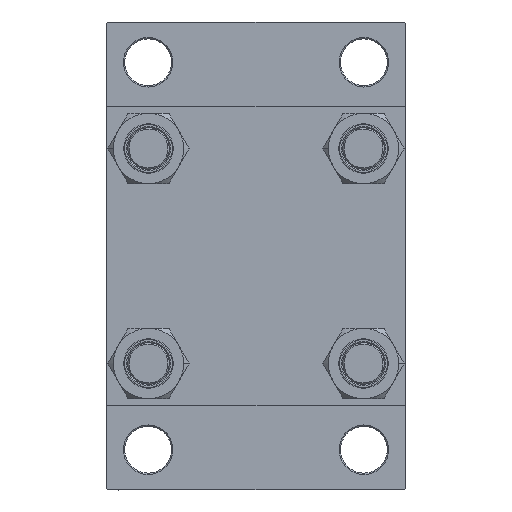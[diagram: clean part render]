
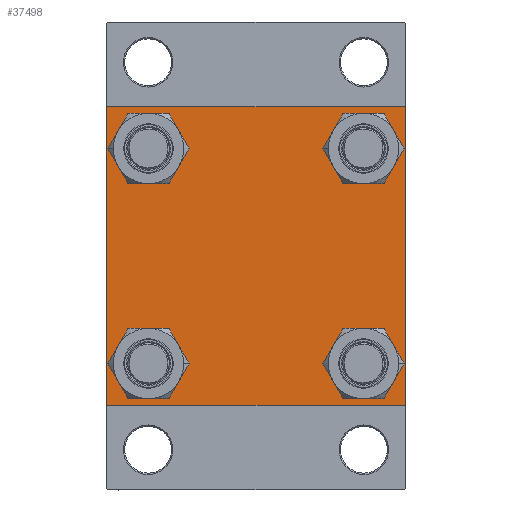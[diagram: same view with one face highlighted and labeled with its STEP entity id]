
A CAD part, left-side view. The second image highlights one B-rep face of the part: STEP entity #37498.
In plain terms, the highlighted planar face has unit normal (-1, 0, 0).
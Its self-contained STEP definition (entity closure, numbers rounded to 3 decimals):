
#190 = DIRECTION ( 'NONE',  ( 0., 0., 1. ) ) ;
#727 = VERTEX_POINT ( 'NONE', #44648 ) ;
#1092 = DIRECTION ( 'NONE',  ( 0., 0., 1. ) ) ;
#1802 = ORIENTED_EDGE ( 'NONE', *, *, #22181, .T. ) ;
#2091 = ORIENTED_EDGE ( 'NONE', *, *, #20807, .T. ) ;
#2638 = ORIENTED_EDGE ( 'NONE', *, *, #9671, .T. ) ;
#3369 = CARTESIAN_POINT ( 'NONE',  ( 0., -41.35, -41.35 ) ) ;
#3644 = EDGE_CURVE ( 'NONE', #727, #17301, #5209, .T. ) ;
#3659 = AXIS2_PLACEMENT_3D ( 'NONE', #3369, #14744, #47928 ) ;
#4265 = CARTESIAN_POINT ( 'NONE',  ( 0., 41.35, 49.85 ) ) ;
#4462 = ORIENTED_EDGE ( 'NONE', *, *, #12493, .T. ) ;
#4678 = LINE ( 'NONE', #7620, #17745 ) ;
#4750 = CARTESIAN_POINT ( 'NONE',  ( 0., -57., 57.5 ) ) ;
#5017 = ORIENTED_EDGE ( 'NONE', *, *, #21282, .T. ) ;
#5171 = LINE ( 'NONE', #46331, #13430 ) ;
#5209 = CIRCLE ( 'NONE', #3659, 8.5 ) ;
#5230 = AXIS2_PLACEMENT_3D ( 'NONE', #44748, #29499, #190 ) ;
#5237 = VERTEX_POINT ( 'NONE', #15142 ) ;
#5883 = DIRECTION ( 'NONE',  ( 1., 0., 0. ) ) ;
#6020 = VERTEX_POINT ( 'NONE', #32718 ) ;
#6152 = CARTESIAN_POINT ( 'NONE',  ( 0., -57.25, -57.25 ) ) ;
#6211 = ORIENTED_EDGE ( 'NONE', *, *, #3644, .T. ) ;
#7118 = VERTEX_POINT ( 'NONE', #36292 ) ;
#7432 = DIRECTION ( 'NONE',  ( 1., 0., 0. ) ) ;
#7508 = DIRECTION ( 'NONE',  ( 0., 0., 1. ) ) ;
#7620 = CARTESIAN_POINT ( 'NONE',  ( 0., 57.5, 57.5 ) ) ;
#7625 = CARTESIAN_POINT ( 'NONE',  ( 0., -41.35, 41.35 ) ) ;
#7731 = CARTESIAN_POINT ( 'NONE',  ( 0., 41.35, -49.85 ) ) ;
#7837 = EDGE_CURVE ( 'NONE', #26716, #17363, #33473, .T. ) ;
#7855 = DIRECTION ( 'NONE',  ( 0., 0., 1. ) ) ;
#8013 = CARTESIAN_POINT ( 'NONE',  ( 0., -41.35, 32.85 ) ) ;
#8074 = CARTESIAN_POINT ( 'NONE',  ( 0., -57., -57.5 ) ) ;
#8202 = LINE ( 'NONE', #22974, #35796 ) ;
#8600 = DIRECTION ( 'NONE',  ( 1., 0., 0. ) ) ;
#8763 = VERTEX_POINT ( 'NONE', #8074 ) ;
#9671 = EDGE_CURVE ( 'NONE', #19176, #11196, #5171, .T. ) ;
#9749 = AXIS2_PLACEMENT_3D ( 'NONE', #7625, #18290, #7855 ) ;
#10100 = CARTESIAN_POINT ( 'NONE',  ( 0., -41.35, -32.85 ) ) ;
#10575 = DIRECTION ( 'NONE',  ( 0., 0., 1. ) ) ;
#11196 = VERTEX_POINT ( 'NONE', #4750 ) ;
#11604 = EDGE_LOOP ( 'NONE', ( #4462, #11958, #31885, #30769, #26710, #2638, #35356, #36849 ) ) ;
#11832 = EDGE_CURVE ( 'NONE', #19176, #5237, #23775, .T. ) ;
#11958 = ORIENTED_EDGE ( 'NONE', *, *, #12199, .T. ) ;
#12199 = EDGE_CURVE ( 'NONE', #17929, #35214, #26508, .T. ) ;
#12493 = EDGE_CURVE ( 'NONE', #39729, #17929, #14846, .T. ) ;
#13152 = DIRECTION ( 'NONE',  ( 0., 0.707, 0.707 ) ) ;
#13390 = ORIENTED_EDGE ( 'NONE', *, *, #18776, .T. ) ;
#13430 = VECTOR ( 'NONE', #13152, 1000. ) ;
#13671 = CIRCLE ( 'NONE', #36095, 8.5 ) ;
#14432 = DIRECTION ( 'NONE',  ( 0., -0.707, -0.707 ) ) ;
#14531 = FACE_BOUND ( 'NONE', #40265, .T. ) ;
#14744 = DIRECTION ( 'NONE',  ( 1., 0., 0. ) ) ;
#14846 = LINE ( 'NONE', #25988, #21247 ) ;
#15142 = CARTESIAN_POINT ( 'NONE',  ( 0., -57.5, -57. ) ) ;
#15260 = EDGE_LOOP ( 'NONE', ( #34013, #2091 ) ) ;
#15289 = CIRCLE ( 'NONE', #5230, 8.5 ) ;
#15332 = CARTESIAN_POINT ( 'NONE',  ( 0., 41.35, -32.85 ) ) ;
#15895 = EDGE_LOOP ( 'NONE', ( #29823, #25635 ) ) ;
#17037 = VERTEX_POINT ( 'NONE', #7731 ) ;
#17301 = VERTEX_POINT ( 'NONE', #10100 ) ;
#17363 = VERTEX_POINT ( 'NONE', #4265 ) ;
#17467 = CARTESIAN_POINT ( 'NONE',  ( 0., -57.5, 57.5 ) ) ;
#17745 = VECTOR ( 'NONE', #18750, 1000. ) ;
#17929 = VERTEX_POINT ( 'NONE', #37851 ) ;
#18069 = CARTESIAN_POINT ( 'NONE',  ( 0., 57.25, -57.25 ) ) ;
#18168 = DIRECTION ( 'NONE',  ( -1., 0., 0. ) ) ;
#18290 = DIRECTION ( 'NONE',  ( 1., 0., 0. ) ) ;
#18750 = DIRECTION ( 'NONE',  ( 0., -1., 0. ) ) ;
#18776 = EDGE_CURVE ( 'NONE', #6020, #40124, #46100, .T. ) ;
#19176 = VERTEX_POINT ( 'NONE', #44854 ) ;
#19255 = VECTOR ( 'NONE', #25476, 1000. ) ;
#19407 = AXIS2_PLACEMENT_3D ( 'NONE', #32931, #18168, #7508 ) ;
#19460 = EDGE_CURVE ( 'NONE', #8763, #5237, #28186, .T. ) ;
#20168 = CARTESIAN_POINT ( 'NONE',  ( 0., 41.35, 41.35 ) ) ;
#20807 = EDGE_CURVE ( 'NONE', #17037, #35715, #13671, .T. ) ;
#21112 = AXIS2_PLACEMENT_3D ( 'NONE', #20168, #5883, #27676 ) ;
#21247 = VECTOR ( 'NONE', #33014, 1000. ) ;
#21282 = EDGE_CURVE ( 'NONE', #40124, #6020, #23761, .T. ) ;
#21485 = CARTESIAN_POINT ( 'NONE',  ( 0., 41.35, -41.35 ) ) ;
#22181 = EDGE_CURVE ( 'NONE', #17301, #727, #15289, .T. ) ;
#22325 = LINE ( 'NONE', #43894, #19255 ) ;
#22974 = CARTESIAN_POINT ( 'NONE',  ( 0., 57.25, 57.25 ) ) ;
#23761 = CIRCLE ( 'NONE', #38445, 8.5 ) ;
#23775 = LINE ( 'NONE', #17467, #36723 ) ;
#23937 = DIRECTION ( 'NONE',  ( 1., 0., 0. ) ) ;
#25188 = FACE_BOUND ( 'NONE', #38298, .T. ) ;
#25476 = DIRECTION ( 'NONE',  ( 0., -1., 0. ) ) ;
#25635 = ORIENTED_EDGE ( 'NONE', *, *, #7837, .T. ) ;
#25901 = FACE_OUTER_BOUND ( 'NONE', #11604, .T. ) ;
#25988 = CARTESIAN_POINT ( 'NONE',  ( 0., 57.5, 57.5 ) ) ;
#26508 = LINE ( 'NONE', #18069, #46799 ) ;
#26710 = ORIENTED_EDGE ( 'NONE', *, *, #11832, .F. ) ;
#26716 = VERTEX_POINT ( 'NONE', #45405 ) ;
#27236 = CARTESIAN_POINT ( 'NONE',  ( 0., -41.35, 41.35 ) ) ;
#27649 = DIRECTION ( 'NONE',  ( 0., 0., -1. ) ) ;
#27676 = DIRECTION ( 'NONE',  ( 0., 0., 1. ) ) ;
#28186 = LINE ( 'NONE', #6152, #31437 ) ;
#28269 = CARTESIAN_POINT ( 'NONE',  ( 0., 57.5, 57. ) ) ;
#28617 = CARTESIAN_POINT ( 'NONE',  ( 0., 41.35, -41.35 ) ) ;
#28951 = EDGE_CURVE ( 'NONE', #35214, #8763, #22325, .T. ) ;
#29420 = EDGE_CURVE ( 'NONE', #7118, #11196, #4678, .T. ) ;
#29499 = DIRECTION ( 'NONE',  ( 1., 0., 0. ) ) ;
#29823 = ORIENTED_EDGE ( 'NONE', *, *, #36805, .T. ) ;
#30769 = ORIENTED_EDGE ( 'NONE', *, *, #19460, .T. ) ;
#31437 = VECTOR ( 'NONE', #35677, 1000. ) ;
#31885 = ORIENTED_EDGE ( 'NONE', *, *, #28951, .T. ) ;
#32553 = AXIS2_PLACEMENT_3D ( 'NONE', #39179, #23937, #46212 ) ;
#32718 = CARTESIAN_POINT ( 'NONE',  ( 0., -41.35, 49.85 ) ) ;
#32931 = CARTESIAN_POINT ( 'NONE',  ( 0., 0., 0. ) ) ;
#33014 = DIRECTION ( 'NONE',  ( 0., 0., -1. ) ) ;
#33166 = FACE_BOUND ( 'NONE', #15260, .T. ) ;
#33473 = CIRCLE ( 'NONE', #21112, 8.5 ) ;
#34013 = ORIENTED_EDGE ( 'NONE', *, *, #44797, .T. ) ;
#35214 = VERTEX_POINT ( 'NONE', #47137 ) ;
#35356 = ORIENTED_EDGE ( 'NONE', *, *, #29420, .F. ) ;
#35677 = DIRECTION ( 'NONE',  ( 0., -0.707, 0.707 ) ) ;
#35715 = VERTEX_POINT ( 'NONE', #15332 ) ;
#35796 = VECTOR ( 'NONE', #37736, 1000. ) ;
#36095 = AXIS2_PLACEMENT_3D ( 'NONE', #28617, #43388, #39749 ) ;
#36292 = CARTESIAN_POINT ( 'NONE',  ( 0., 57., 57.5 ) ) ;
#36723 = VECTOR ( 'NONE', #27649, 1000. ) ;
#36805 = EDGE_CURVE ( 'NONE', #17363, #26716, #37964, .T. ) ;
#36849 = ORIENTED_EDGE ( 'NONE', *, *, #41332, .T. ) ;
#37498 = ADVANCED_FACE ( 'NONE', ( #25188, #14531, #33166, #47936, #25901 ), #40680, .T. ) ;
#37736 = DIRECTION ( 'NONE',  ( 0., 0.707, -0.707 ) ) ;
#37851 = CARTESIAN_POINT ( 'NONE',  ( 0., 57.5, -57. ) ) ;
#37964 = CIRCLE ( 'NONE', #32553, 8.5 ) ;
#38298 = EDGE_LOOP ( 'NONE', ( #13390, #5017 ) ) ;
#38445 = AXIS2_PLACEMENT_3D ( 'NONE', #27236, #8600, #1092 ) ;
#39179 = CARTESIAN_POINT ( 'NONE',  ( 0., 41.35, 41.35 ) ) ;
#39729 = VERTEX_POINT ( 'NONE', #28269 ) ;
#39749 = DIRECTION ( 'NONE',  ( 0., 0., 1. ) ) ;
#40124 = VERTEX_POINT ( 'NONE', #8013 ) ;
#40265 = EDGE_LOOP ( 'NONE', ( #1802, #6211 ) ) ;
#40536 = AXIS2_PLACEMENT_3D ( 'NONE', #21485, #7432, #10575 ) ;
#40680 = PLANE ( 'NONE',  #19407 ) ;
#41332 = EDGE_CURVE ( 'NONE', #7118, #39729, #8202, .T. ) ;
#43388 = DIRECTION ( 'NONE',  ( 1., 0., 0. ) ) ;
#43894 = CARTESIAN_POINT ( 'NONE',  ( 0., 57.5, -57.5 ) ) ;
#44648 = CARTESIAN_POINT ( 'NONE',  ( 0., -41.35, -49.85 ) ) ;
#44748 = CARTESIAN_POINT ( 'NONE',  ( 0., -41.35, -41.35 ) ) ;
#44797 = EDGE_CURVE ( 'NONE', #35715, #17037, #46731, .T. ) ;
#44854 = CARTESIAN_POINT ( 'NONE',  ( 0., -57.5, 57. ) ) ;
#45405 = CARTESIAN_POINT ( 'NONE',  ( 0., 41.35, 32.85 ) ) ;
#46100 = CIRCLE ( 'NONE', #9749, 8.5 ) ;
#46212 = DIRECTION ( 'NONE',  ( 0., 0., 1. ) ) ;
#46331 = CARTESIAN_POINT ( 'NONE',  ( 0., -57.25, 57.25 ) ) ;
#46731 = CIRCLE ( 'NONE', #40536, 8.5 ) ;
#46799 = VECTOR ( 'NONE', #14432, 1000. ) ;
#47137 = CARTESIAN_POINT ( 'NONE',  ( 0., 57., -57.5 ) ) ;
#47928 = DIRECTION ( 'NONE',  ( 0., 0., 1. ) ) ;
#47936 = FACE_BOUND ( 'NONE', #15895, .T. ) ;
